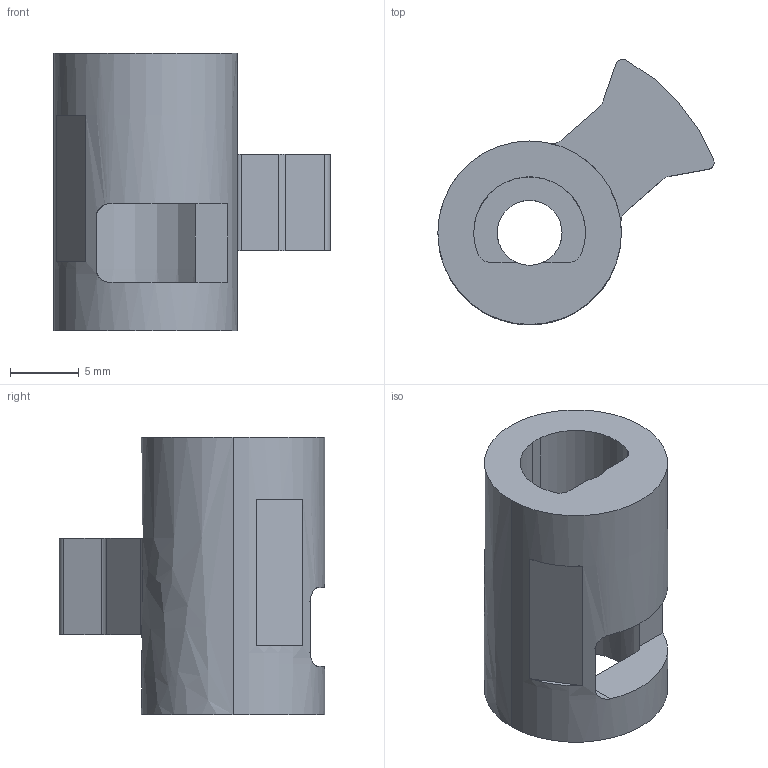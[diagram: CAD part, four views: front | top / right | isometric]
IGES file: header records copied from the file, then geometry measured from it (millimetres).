
Start section: START RECORD GO HERE.
Global section: file name: PartOBv2.igs; native system: DASSAULT SYSTEMES CATIA V5 R21 - www.3ds.com; preprocessor: CATIA Version 5 Release 21 ; author: o.bidron; organization: DOMAIP; date: 20160118.095840; units: millimetre
Bounding box: 20.02 x 19.25 x 20.1 mm (x, y, z)
Surface area: 1797.2 mm2 (no closed solid volume)
Topology: 0 solids, 0 shells, 44 faces, 244 edges, 244 vertices
Faces by surface type: revolution 23, plane 21
